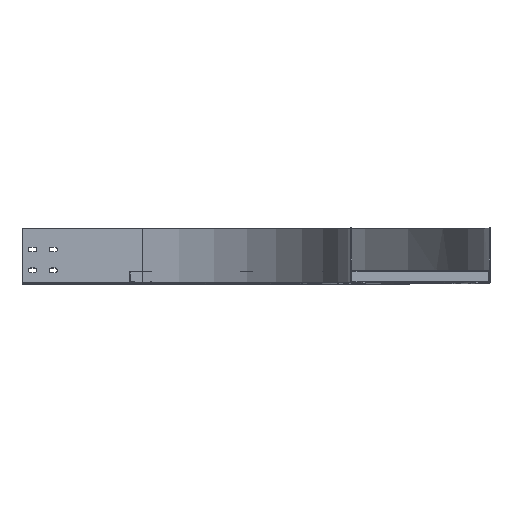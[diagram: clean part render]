
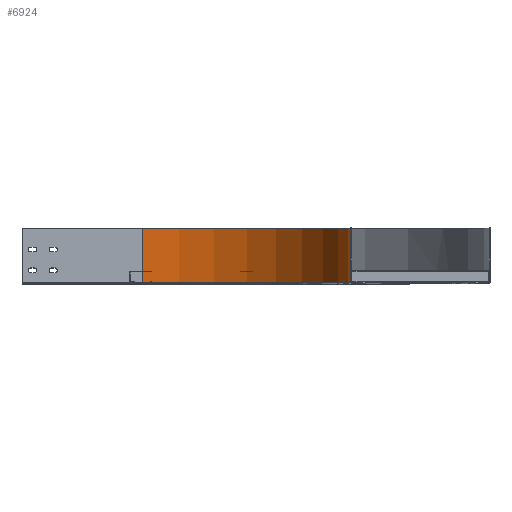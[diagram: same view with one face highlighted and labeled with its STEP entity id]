
A CAD part, top view. The second image highlights one B-rep face of the part: STEP entity #6924.
In plain terms, the highlighted cylindrical face has radius 300 mm (diameter 600 mm), a partial arc.
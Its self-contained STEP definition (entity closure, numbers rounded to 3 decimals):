
#117 = FACE_OUTER_BOUND ( 'NONE', #4747, .T. ) ;
#122 = CYLINDRICAL_SURFACE ( 'NONE', #3409, 300. ) ;
#505 = EDGE_CURVE ( 'NONE', #4798, #4800, #2527, .T. ) ;
#506 = EDGE_CURVE ( 'NONE', #4798, #4803, #2525, .T. ) ;
#507 = EDGE_CURVE ( 'NONE', #4803, #4804, #2529, .T. ) ;
#838 = ORIENTED_EDGE ( 'NONE', *, *, #505, .F. ) ;
#839 = ORIENTED_EDGE ( 'NONE', *, *, #506, .T. ) ;
#840 = ORIENTED_EDGE ( 'NONE', *, *, #507, .T. ) ;
#841 = ORIENTED_EDGE ( 'NONE', *, *, #5025, .F. ) ;
#2213 = AXIS2_PLACEMENT_3D ( 'NONE', #4272, #4273, #4274 ) ;
#2525 = CIRCLE ( 'NONE', #6734, 300. ) ;
#2527 = LINE ( 'NONE', #5128, #2530 ) ;
#2529 = LINE ( 'NONE', #5132, #2533 ) ;
#2530 = VECTOR ( 'NONE', #5130, 1000. ) ;
#2533 = VECTOR ( 'NONE', #5129, 1000. ) ;
#3393 = DIRECTION ( 'NONE',  ( 0., 0., 1. ) ) ;
#3399 = DIRECTION ( 'NONE',  ( 0., 1., 0. ) ) ;
#3400 = CARTESIAN_POINT ( 'NONE',  ( -300., 0., -173. ) ) ;
#3409 = AXIS2_PLACEMENT_3D ( 'NONE', #3400, #3399, #3393 ) ;
#4091 = CARTESIAN_POINT ( 'NONE',  ( 0., 37.07, -173. ) ) ;
#4092 = CARTESIAN_POINT ( 'NONE',  ( 0., -41.13, -173. ) ) ;
#4095 = CARTESIAN_POINT ( 'NONE',  ( -300., 37.07, -473. ) ) ;
#4096 = CARTESIAN_POINT ( 'NONE',  ( -300., -41.13, -473. ) ) ;
#4272 = CARTESIAN_POINT ( 'NONE',  ( -300., -41.13, -173. ) ) ;
#4273 = DIRECTION ( 'NONE',  ( 0., 1., 0. ) ) ;
#4274 = DIRECTION ( 'NONE',  ( 0., 0., 1. ) ) ;
#4747 = EDGE_LOOP ( 'NONE', ( #838, #839, #840, #841 ) ) ;
#4798 = VERTEX_POINT ( 'NONE', #4091 ) ;
#4800 = VERTEX_POINT ( 'NONE', #4092 ) ;
#4803 = VERTEX_POINT ( 'NONE', #4095 ) ;
#4804 = VERTEX_POINT ( 'NONE', #4096 ) ;
#5025 = EDGE_CURVE ( 'NONE', #4800, #4804, #5755, .T. ) ;
#5128 = CARTESIAN_POINT ( 'NONE',  ( 0., -41.13, -173. ) ) ;
#5129 = DIRECTION ( 'NONE',  ( 0., -1., 0. ) ) ;
#5130 = DIRECTION ( 'NONE',  ( 0., -1., 0. ) ) ;
#5132 = CARTESIAN_POINT ( 'NONE',  ( -300., -41.13, -473. ) ) ;
#5133 = CARTESIAN_POINT ( 'NONE',  ( -300., 37.07, -173. ) ) ;
#5134 = DIRECTION ( 'NONE',  ( 0., 1., 0. ) ) ;
#5135 = DIRECTION ( 'NONE',  ( 0., 0., 1. ) ) ;
#5755 = CIRCLE ( 'NONE', #2213, 300. ) ;
#6734 = AXIS2_PLACEMENT_3D ( 'NONE', #5133, #5134, #5135 ) ;
#6924 = ADVANCED_FACE ( 'NONE', ( #117 ), #122, .F. ) ;
